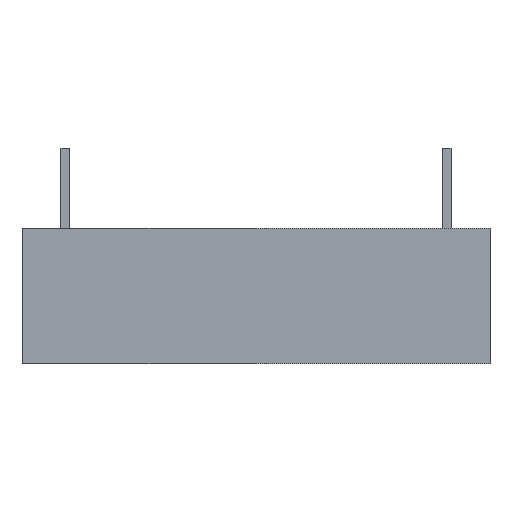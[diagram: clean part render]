
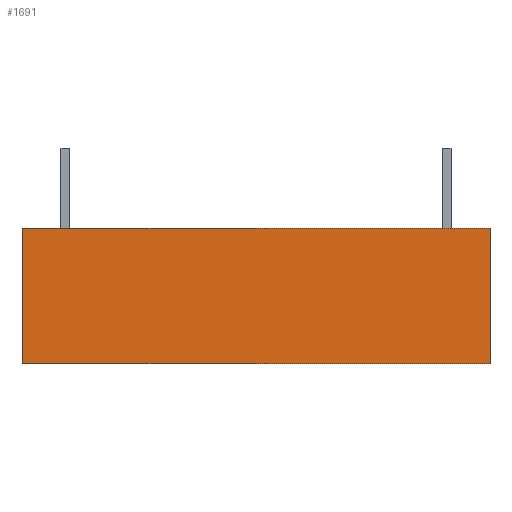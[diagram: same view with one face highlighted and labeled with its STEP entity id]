
A CAD part, left-side view. The second image highlights one B-rep face of the part: STEP entity #1691.
In plain terms, the highlighted planar face has unit normal (-1, 0, 0).
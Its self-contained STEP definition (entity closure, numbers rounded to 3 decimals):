
#1691=ADVANCED_FACE('',(#2113),#1902,.T.);
#1902=PLANE('',#5432);
#2113=FACE_OUTER_BOUND('',#2323,.T.);
#2323=EDGE_LOOP('',(#3193,#3194,#3195,#3196));
#3193=ORIENTED_EDGE('',*,*,#4211,.T.);
#3194=ORIENTED_EDGE('',*,*,#4210,.T.);
#3195=ORIENTED_EDGE('',*,*,#4212,.T.);
#3196=ORIENTED_EDGE('',*,*,#4213,.T.);
#3709=VERTEX_POINT('',#7399);
#3710=VERTEX_POINT('',#7401);
#3711=VERTEX_POINT('',#7405);
#3712=VERTEX_POINT('',#7407);
#4210=EDGE_CURVE('',#3709,#3710,#4714,.T.);
#4211=EDGE_CURVE('',#3711,#3709,#4715,.T.);
#4212=EDGE_CURVE('',#3710,#3712,#4716,.T.);
#4213=EDGE_CURVE('',#3712,#3711,#4717,.T.);
#4714=LINE('',#7402,#5218);
#4715=LINE('',#7404,#5219);
#4716=LINE('',#7406,#5220);
#4717=LINE('',#7408,#5221);
#5218=VECTOR('',#6346,1.);
#5219=VECTOR('',#6349,1.);
#5220=VECTOR('',#6350,1.);
#5221=VECTOR('',#6351,1.);
#5432=AXIS2_PLACEMENT_3D('',#7409,#6352,#6353);
#6346=DIRECTION('',(0.,0.,1.));
#6349=DIRECTION('',(0.,-1.,0.));
#6350=DIRECTION('',(0.,1.,0.));
#6351=DIRECTION('',(0.,0.,-1.));
#6352=DIRECTION('',(-1.,0.,0.));
#6353=DIRECTION('',(0.,-1.,0.));
#7399=CARTESIAN_POINT('',(0.,0.,0.));
#7401=CARTESIAN_POINT('',(0.,0.,5.4));
#7402=CARTESIAN_POINT('',(0.,0.,0.));
#7404=CARTESIAN_POINT('',(0.,18.7,0.));
#7405=CARTESIAN_POINT('',(0.,18.7,0.));
#7406=CARTESIAN_POINT('',(0.,0.,5.4));
#7407=CARTESIAN_POINT('',(0.,18.7,5.4));
#7408=CARTESIAN_POINT('',(0.,18.7,5.4));
#7409=CARTESIAN_POINT('',(0.,18.7,0.));
